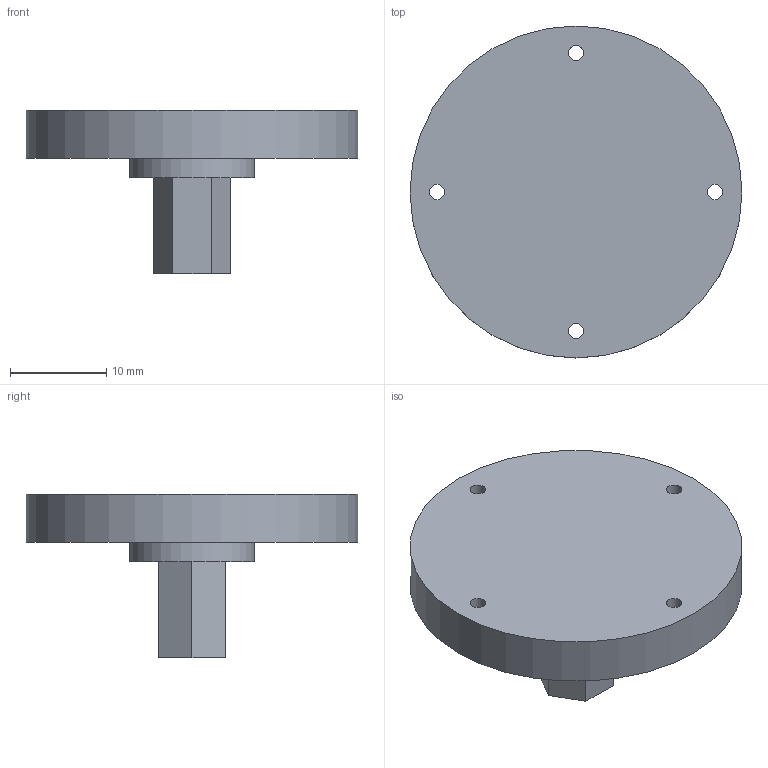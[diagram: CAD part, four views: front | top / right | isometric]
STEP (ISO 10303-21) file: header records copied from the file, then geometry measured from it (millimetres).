
FILE_DESCRIPTION(/* description */ (''),/* implementation_level */ '2;1');
FILE_NAME(/* name */ 'Exagono.stp',/* time_stamp */ '2019-12-09T16:12:05-06:00',/* author */ ('Daniel'),/* organization */ (''),/* preprocessor_version */ 'ST-DEVELOPER v18',/* originating_system */ 'Autodesk Inventor 2020',/* authorisation */ '');
FILE_SCHEMA (('AUTOMOTIVE_DESIGN { 1 0 10303 214 3 1 1 }'));
Length unit declared in the file: millimetre
Products named in the file (1): Exagono
Bounding box: 34.5 x 34.5 x 17 mm (x, y, z)
Volume: 5315 mm3; surface area: 2817.7 mm2
Topology: 1 solids, 1 shells, 16 faces, 44 edges, 32 vertices
Faces by surface type: plane 10, cylinder 6
Full cylindrical faces by diameter (mm): 1.6 x4, 13 x1, 34.5 x1
Entity records: 589 total; most frequent: DIRECTION 98, CARTESIAN_POINT 93, ORIENTED_EDGE 88, EDGE_CURVE 44, AXIS2_PLACEMENT_3D 37, VERTEX_POINT 32, EDGE_LOOP 26, LINE 24
